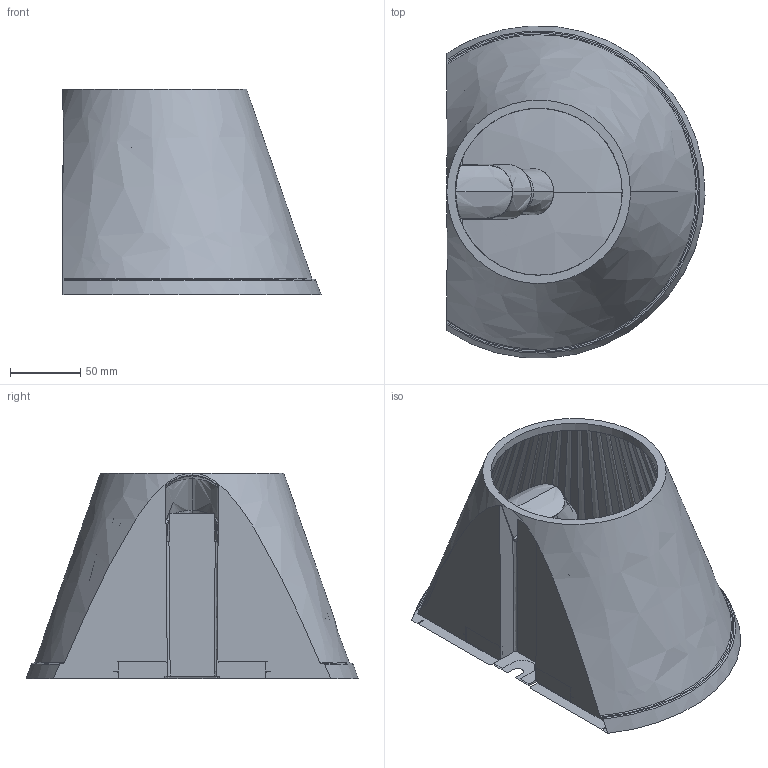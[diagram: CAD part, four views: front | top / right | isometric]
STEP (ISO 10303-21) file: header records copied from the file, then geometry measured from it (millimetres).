
FILE_DESCRIPTION(/* description */ (''),/* implementation_level */ '2;1');
FILE_NAME(/* name */ 'Choose_Parete_3D B',/* time_stamp */ '2011-10-27T15:35:09+02:00',/* author */ (''),/* organization */ (''),/* preprocessor_version */ 'ST-DEVELOPER v10',/* originating_system */ '',/* authorisation */ '');
FILE_SCHEMA (('CONFIG_CONTROL_DESIGN'));
Length unit declared in the file: millimetre
Products named in the file (1): 1
Bounding box: 183.84 x 236.53 x 146.5 mm (x, y, z)
Surface area: 196775.1 mm2 (no closed solid volume)
Topology: 0 solids, 31 shells, 237 faces, 873 edges, 642 vertices
Faces by surface type: bspline 237
Entity records: 13226 total; most frequent: CARTESIAN_POINT 8586, ORIENTED_EDGE 1391, EDGE_CURVE 871, B_SPLINE_CURVE_WITH_KNOTS 729, VERTEX_POINT 642, EDGE_LOOP 245, ADVANCED_FACE 237, FACE_OUTER_BOUND 237
